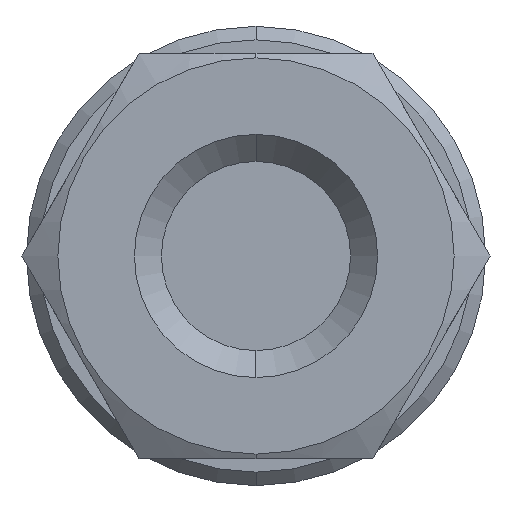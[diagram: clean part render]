
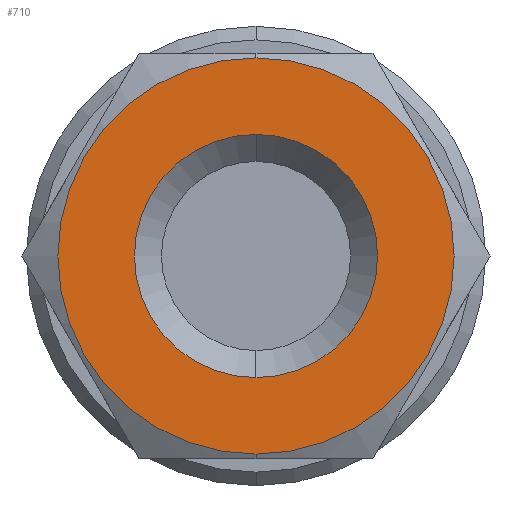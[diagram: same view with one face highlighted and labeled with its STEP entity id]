
A CAD part, front view. The second image highlights one B-rep face of the part: STEP entity #710.
In plain terms, the highlighted planar face has unit normal (0, -1, 0).
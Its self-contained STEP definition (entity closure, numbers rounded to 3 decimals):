
#69 = ORIENTED_EDGE ( 'NONE', *, *, #684, .T. ) ;
#70 = ORIENTED_EDGE ( 'NONE', *, *, #579, .F. ) ;
#73 = ORIENTED_EDGE ( 'NONE', *, *, #677, .T. ) ;
#78 = ORIENTED_EDGE ( 'NONE', *, *, #651, .F. ) ;
#201 = DIRECTION ( 'NONE',  ( 0., 0., -1. ) ) ;
#203 = DIRECTION ( 'NONE',  ( 0., -1., 0. ) ) ;
#213 = CARTESIAN_POINT ( 'NONE',  ( 0., -9.5, 0. ) ) ;
#440 = CIRCLE ( 'NONE', #445, 2.7 ) ;
#445 = AXIS2_PLACEMENT_3D ( 'NONE', #1661, #1620, #1683 ) ;
#579 = EDGE_CURVE ( 'NONE', #1183, #1157, #440, .T. ) ;
#651 = EDGE_CURVE ( 'NONE', #1157, #1183, #1114, .T. ) ;
#677 = EDGE_CURVE ( 'NONE', #1137, #1162, #1402, .T. ) ;
#684 = EDGE_CURVE ( 'NONE', #1162, #1137, #1322, .T. ) ;
#710 = ADVANCED_FACE ( 'NONE', ( #1123, #1120 ), #875, .T. ) ;
#776 = CARTESIAN_POINT ( 'NONE',  ( 0., -9.5, 0. ) ) ;
#777 = DIRECTION ( 'NONE',  ( 0., -1., 0. ) ) ;
#778 = DIRECTION ( 'NONE',  ( 0., 0., -1. ) ) ;
#803 = CARTESIAN_POINT ( 'NONE',  ( 0., -9.5, 0. ) ) ;
#804 = DIRECTION ( 'NONE',  ( 0., -1., 0. ) ) ;
#805 = DIRECTION ( 'NONE',  ( 0., 0., -1. ) ) ;
#875 = PLANE ( 'NONE',  #1490 ) ;
#876 = CARTESIAN_POINT ( 'NONE',  ( 0., -9.5, 0. ) ) ;
#877 = DIRECTION ( 'NONE',  ( 0., -1., 0. ) ) ;
#878 = DIRECTION ( 'NONE',  ( 0., 0., -1. ) ) ;
#933 = CARTESIAN_POINT ( 'NONE',  ( 0., -9.5, 4.4 ) ) ;
#941 = CARTESIAN_POINT ( 'NONE',  ( 0., -9.5, -2.7 ) ) ;
#942 = CARTESIAN_POINT ( 'NONE',  ( 0., -9.5, -4.4 ) ) ;
#952 = CARTESIAN_POINT ( 'NONE',  ( 0., -9.5, 2.7 ) ) ;
#1054 = AXIS2_PLACEMENT_3D ( 'NONE', #213, #203, #201 ) ;
#1114 = CIRCLE ( 'NONE', #1054, 2.7 ) ;
#1120 = FACE_OUTER_BOUND ( 'NONE', #1225, .T. ) ;
#1123 = FACE_BOUND ( 'NONE', #1161, .T. ) ;
#1137 = VERTEX_POINT ( 'NONE', #933 ) ;
#1157 = VERTEX_POINT ( 'NONE', #941 ) ;
#1161 = EDGE_LOOP ( 'NONE', ( #78, #70 ) ) ;
#1162 = VERTEX_POINT ( 'NONE', #942 ) ;
#1183 = VERTEX_POINT ( 'NONE', #952 ) ;
#1225 = EDGE_LOOP ( 'NONE', ( #73, #69 ) ) ;
#1321 = AXIS2_PLACEMENT_3D ( 'NONE', #803, #804, #805 ) ;
#1322 = CIRCLE ( 'NONE', #1321, 4.4 ) ;
#1343 = AXIS2_PLACEMENT_3D ( 'NONE', #776, #777, #778 ) ;
#1402 = CIRCLE ( 'NONE', #1343, 4.4 ) ;
#1490 = AXIS2_PLACEMENT_3D ( 'NONE', #876, #877, #878 ) ;
#1620 = DIRECTION ( 'NONE',  ( 0., -1., 0. ) ) ;
#1661 = CARTESIAN_POINT ( 'NONE',  ( 0., -9.5, 0. ) ) ;
#1683 = DIRECTION ( 'NONE',  ( 0., 0., -1. ) ) ;
